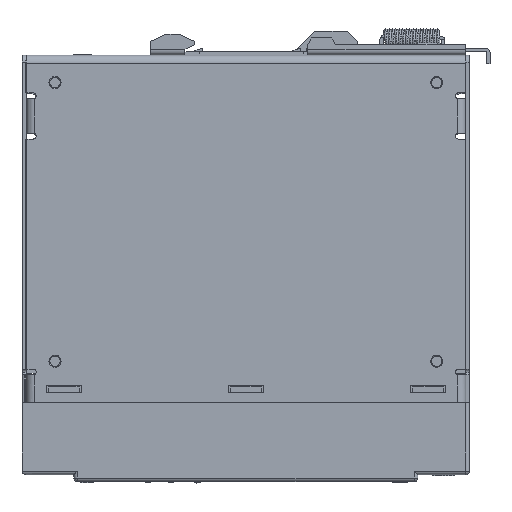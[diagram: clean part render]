
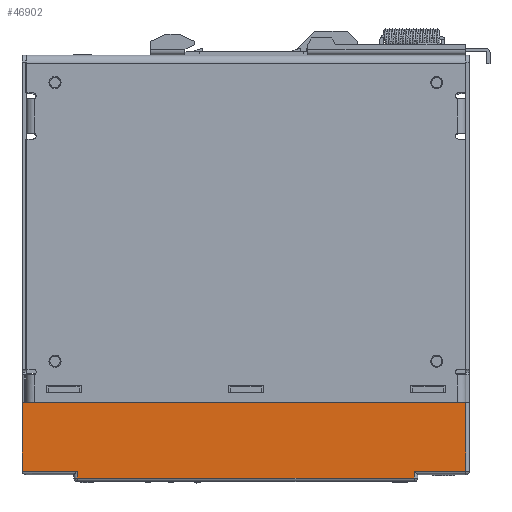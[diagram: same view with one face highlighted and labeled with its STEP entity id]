
A CAD part, left-side view. The second image highlights one B-rep face of the part: STEP entity #46902.
In plain terms, the highlighted face is planar.
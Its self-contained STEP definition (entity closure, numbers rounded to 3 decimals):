
#39208=DIRECTION('',(-1.,0.,0.));
#39209=VECTOR('',#39208,129.);
#39210=CARTESIAN_POINT('',(65.,10.5,-20.));
#39211=LINE('',#39210,#39209);
#41673=DIRECTION('',(1.,0.,0.));
#41674=VECTOR('',#41673,16.);
#41675=CARTESIAN_POINT('',(49.,-9.5,-20.));
#41676=LINE('',#41675,#41674);
#41680=DIRECTION('',(0.,1.,0.));
#41681=VECTOR('',#41680,20.);
#41682=CARTESIAN_POINT('',(65.,-9.5,-20.));
#41683=LINE('',#41682,#41681);
#41687=DIRECTION('',(0.,-1.,0.));
#41688=VECTOR('',#41687,20.);
#41689=CARTESIAN_POINT('',(-64.,10.5,-20.));
#41690=LINE('',#41689,#41688);
#41694=DIRECTION('',(1.,0.,0.));
#41695=VECTOR('',#41694,15.);
#41696=CARTESIAN_POINT('',(-64.,-9.5,-20.));
#41697=LINE('',#41696,#41695);
#41701=DIRECTION('',(0.,1.,0.));
#41702=VECTOR('',#41701,2.);
#41703=CARTESIAN_POINT('',(-49.,-11.5,-20.));
#41704=LINE('',#41703,#41702);
#41708=DIRECTION('',(1.,0.,0.));
#41709=VECTOR('',#41708,98.);
#41710=CARTESIAN_POINT('',(-49.,-11.5,-20.));
#41711=LINE('',#41710,#41709);
#41715=DIRECTION('',(0.,1.,0.));
#41716=VECTOR('',#41715,2.);
#41717=CARTESIAN_POINT('',(49.,-11.5,-20.));
#41718=LINE('',#41717,#41716);
#43130=CARTESIAN_POINT('',(65.,-9.5,-20.));
#43131=VERTEX_POINT('',#43130);
#43134=CARTESIAN_POINT('',(49.,-9.5,-20.));
#43135=VERTEX_POINT('',#43134);
#43136=CARTESIAN_POINT('',(49.,-11.5,-20.));
#43137=VERTEX_POINT('',#43136);
#43138=CARTESIAN_POINT('',(-49.,-11.5,-20.));
#43139=VERTEX_POINT('',#43138);
#43142=CARTESIAN_POINT('',(-64.,10.5,-20.));
#43144=VERTEX_POINT('',#43142);
#43148=CARTESIAN_POINT('',(-64.,-9.5,-20.));
#43149=VERTEX_POINT('',#43148);
#43150=CARTESIAN_POINT('',(-49.,-9.5,-20.));
#43151=VERTEX_POINT('',#43150);
#43166=CARTESIAN_POINT('',(65.,10.5,-20.));
#43167=VERTEX_POINT('',#43166);
#46881=CARTESIAN_POINT('',(65.,-10.5,-20.));
#46882=DIRECTION('',(0.,0.,-1.));
#46883=DIRECTION('',(-1.,0.,0.));
#46884=AXIS2_PLACEMENT_3D('',#46881,#46882,#46883);
#46885=PLANE('',#46884);
#46887=ORIENTED_EDGE('',*,*,#46886,.T.);
#46888=ORIENTED_EDGE('',*,*,#45455,.T.);
#46889=ORIENTED_EDGE('',*,*,#44712,.T.);
#46891=ORIENTED_EDGE('',*,*,#46890,.T.);
#46893=ORIENTED_EDGE('',*,*,#46892,.T.);
#46895=ORIENTED_EDGE('',*,*,#46894,.F.);
#46897=ORIENTED_EDGE('',*,*,#46896,.T.);
#46899=ORIENTED_EDGE('',*,*,#46898,.T.);
#46900=EDGE_LOOP('',(#46887,#46888,#46889,#46891,#46893,#46895,#46897,#46899));
#46901=FACE_OUTER_BOUND('',#46900,.F.);
#44712=EDGE_CURVE('',#43167,#43144,#39211,.T.);
#45455=EDGE_CURVE('',#43131,#43167,#41683,.T.);
#46886=EDGE_CURVE('',#43135,#43131,#41676,.T.);
#46890=EDGE_CURVE('',#43144,#43149,#41690,.T.);
#46892=EDGE_CURVE('',#43149,#43151,#41697,.T.);
#46894=EDGE_CURVE('',#43139,#43151,#41704,.T.);
#46896=EDGE_CURVE('',#43139,#43137,#41711,.T.);
#46898=EDGE_CURVE('',#43137,#43135,#41718,.T.);
#46902=ADVANCED_FACE('',(#46901),#46885,.T.);
